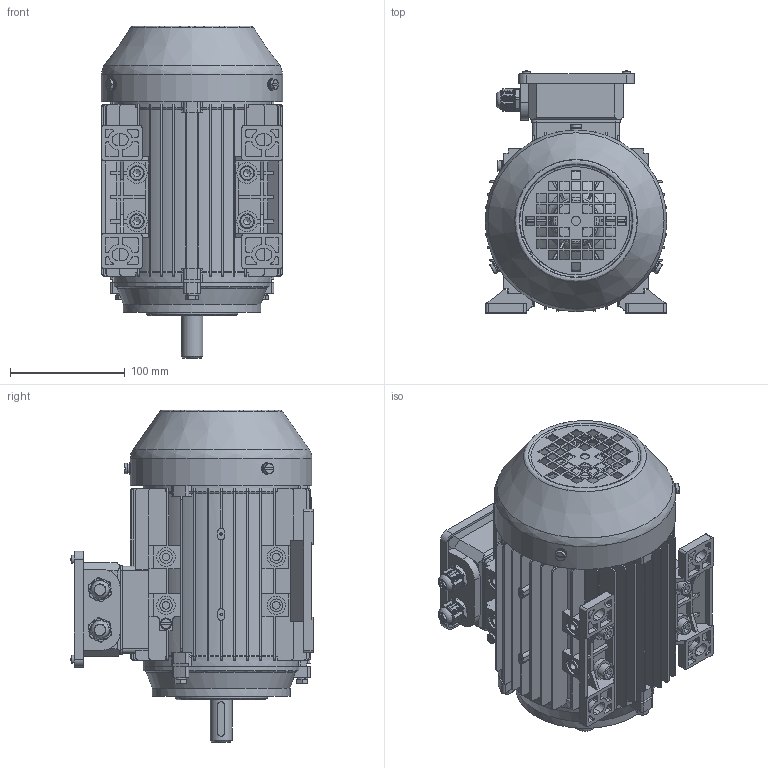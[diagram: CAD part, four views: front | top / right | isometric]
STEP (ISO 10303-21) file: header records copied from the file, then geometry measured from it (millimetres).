
FILE_DESCRIPTION((' '),'2;1');
FILE_NAME( 'JL3-80-B34A.stp', '2018-10-10T08:34:03', (' '), ('--- Datakit www.datakit.com---'), ' Datakit CrossCadWare V2018.4 Sep 24 2018', 'DATAKIT 2018 (c)', ' ');
FILE_SCHEMA(('AP242_MANAGED_MODEL_BASED_3D_ENGINEERING_MIM_LF { 1 0 10303 442 1 1 4 }'));
Length unit declared in the file: millimetre
Products named in the file (1): JL3-80-B34A
Bounding box: 158 x 210.72 x 288.99 mm (x, y, z)
Volume: 1160096.6 mm3; surface area: 673804 mm2
Topology: 48 solids, 48 shells, 2785 faces, 7174 edges, 4613 vertices
Faces by surface type: plane 1325, cylinder 804, revolution 241, bspline 231, cone 180, sphere 4
Full cylindrical faces by diameter (mm): 2 x4, 4 x18, 4.48 x4, 5 x4, 5.3 x4, 5.35 x6, 5.8 x4, 6 x11, 6.6 x12, 7 x15, 8 x5, 9 x4, 9.602 x2, 10 x4, 11 x12, 11.463 x2, 12 x8, 13 x4, 15 x4, 16 x14, 18.4 x1, 18.6 x1, 19 x1, 19.2 x2, 19.4 x2, 20 x6, 26 x1, 35 x4, 40 x3, 42 x1
Entity records: 316083 total; most frequent: CARTESIAN_POINT 247956, ORIENTED_EDGE 13496, DIRECTION 12902, EDGE_CURVE 6748, AXIS2_PLACEMENT_3D 4616, VERTEX_POINT 4508, VECTOR 3429, LINE 3429
